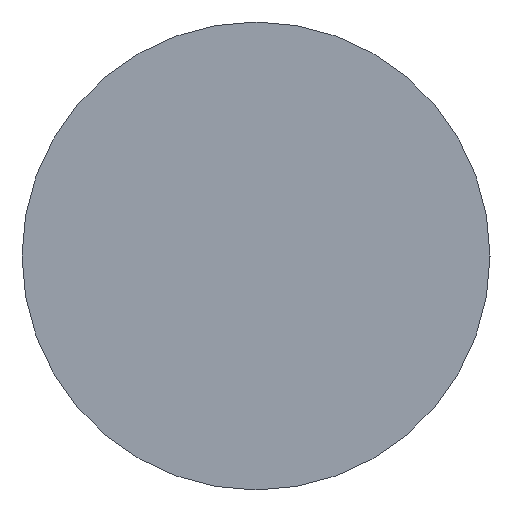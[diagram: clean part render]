
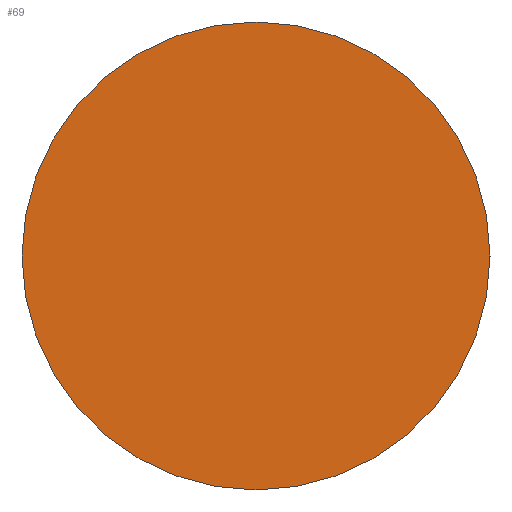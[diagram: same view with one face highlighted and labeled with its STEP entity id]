
A CAD part, left-side view. The second image highlights one B-rep face of the part: STEP entity #69.
In plain terms, the highlighted planar face has unit normal (-1, 0, 0).
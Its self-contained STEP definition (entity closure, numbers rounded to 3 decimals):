
#4 = FACE_OUTER_BOUND ( 'NONE', #106, .T. ) ;
#30 = AXIS2_PLACEMENT_3D ( 'NONE', #138, #97, #83 ) ;
#32 = DIRECTION ( 'NONE',  ( 1., 0., 0. ) ) ;
#43 = DIRECTION ( 'NONE',  ( -1., 0., 0. ) ) ;
#46 = CARTESIAN_POINT ( 'NONE',  ( -94.3, -1.5, 21.25 ) ) ;
#55 = ORIENTED_EDGE ( 'NONE', *, *, #143, .F. ) ;
#69 = ADVANCED_FACE ( 'NONE', ( #4 ), #125, .T. ) ;
#75 = AXIS2_PLACEMENT_3D ( 'NONE', #112, #43, #82 ) ;
#82 = DIRECTION ( 'NONE',  ( 0., 0., -1. ) ) ;
#83 = DIRECTION ( 'NONE',  ( 0., 0., -1. ) ) ;
#89 = VERTEX_POINT ( 'NONE', #153 ) ;
#92 = AXIS2_PLACEMENT_3D ( 'NONE', #46, #32, #109 ) ;
#95 = CARTESIAN_POINT ( 'NONE',  ( -94.3, -1.5, 22.15 ) ) ;
#97 = DIRECTION ( 'NONE',  ( 1., 0., 0. ) ) ;
#99 = EDGE_CURVE ( 'NONE', #133, #89, #175, .T. ) ;
#104 = CIRCLE ( 'NONE', #30, 0.9 ) ;
#106 = EDGE_LOOP ( 'NONE', ( #154, #55 ) ) ;
#109 = DIRECTION ( 'NONE',  ( 0., 0., -1. ) ) ;
#112 = CARTESIAN_POINT ( 'NONE',  ( -94.3, -1.5, 21.25 ) ) ;
#125 = PLANE ( 'NONE',  #75 ) ;
#133 = VERTEX_POINT ( 'NONE', #95 ) ;
#138 = CARTESIAN_POINT ( 'NONE',  ( -94.3, -1.5, 21.25 ) ) ;
#143 = EDGE_CURVE ( 'NONE', #89, #133, #104, .T. ) ;
#153 = CARTESIAN_POINT ( 'NONE',  ( -94.3, -1.5, 20.35 ) ) ;
#154 = ORIENTED_EDGE ( 'NONE', *, *, #99, .F. ) ;
#175 = CIRCLE ( 'NONE', #92, 0.9 ) ;
